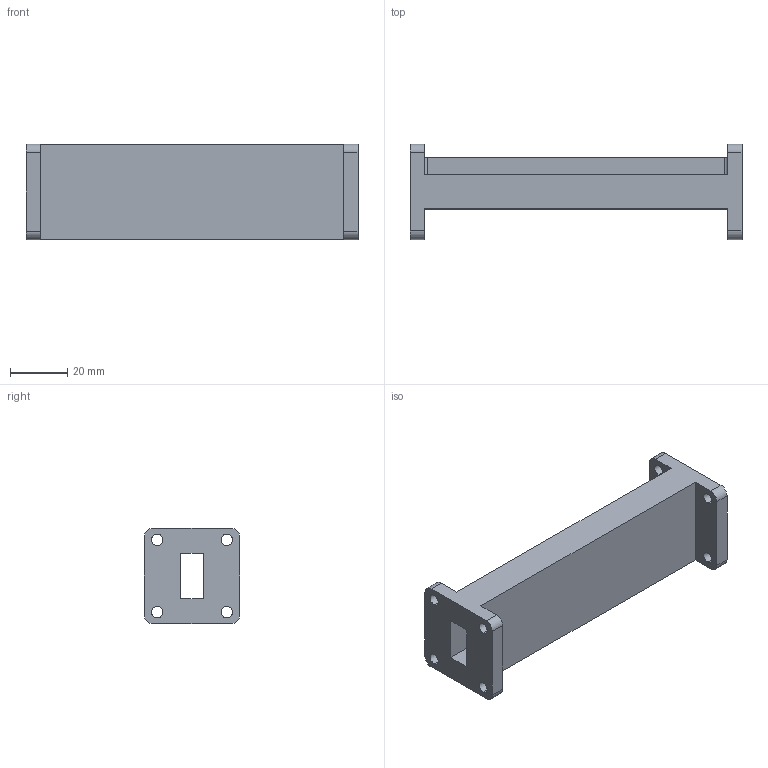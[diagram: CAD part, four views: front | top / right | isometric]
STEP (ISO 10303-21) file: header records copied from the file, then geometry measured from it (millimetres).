
FILE_DESCRIPTION (( 'STEP AP214' ), '1' );
FILE_NAME ('FMW62F001_3D.step', '2023-06-15T15:13:49', ( '' ), ( '' ), 'SwSTEP 2.0', 'SolidWorks 2022', '' );
FILE_SCHEMA (( 'AUTOMOTIVE_DESIGN' ));
Length unit declared in the file: inch
Products named in the file (1): FMW62F001_3D
Bounding box: 116 x 33.3 x 33.3 mm (x, y, z)
Volume: 46576.2 mm3; surface area: 22728.7 mm2
Topology: 1 solids, 1 shells, 915 faces, 2428 edges, 1603 vertices
Faces by surface type: plane 462, cone 258, cylinder 148, bspline 47
Entity records: 44836 total; most frequent: CARTESIAN_POINT 23169, ORIENTED_EDGE 4856, DIRECTION 4054, EDGE_CURVE 2428, VERTEX_POINT 1603, AXIS2_PLACEMENT_3D 1519, EDGE_LOOP 1021, LINE 1016
